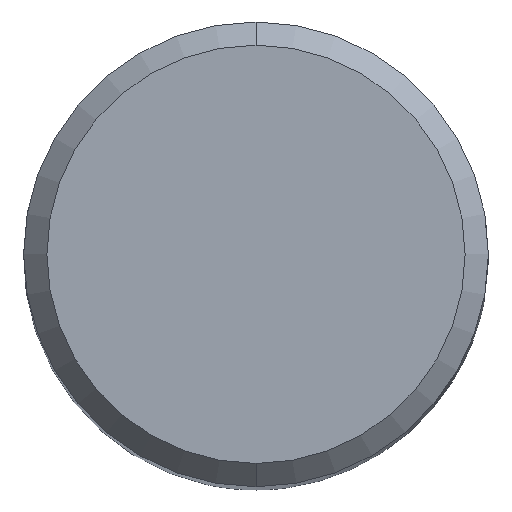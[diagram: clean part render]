
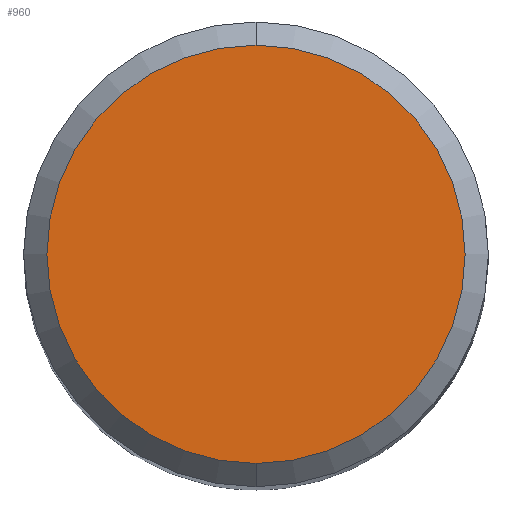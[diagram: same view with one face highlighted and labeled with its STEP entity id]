
A CAD part, top view. The second image highlights one B-rep face of the part: STEP entity #960.
In plain terms, the highlighted planar face has unit normal (0, 0, 1).
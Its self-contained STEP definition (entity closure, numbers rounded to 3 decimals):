
#810=EDGE_CURVE('',#906,#924,#1605,.T.);
#864=EDGE_CURVE('',#924,#906,#1665,.T.);
#906=VERTEX_POINT('',#1712);
#924=VERTEX_POINT('',#1732);
#960=ADVANCED_FACE('',(#1770),#1771,.T.);
#1605=CIRCLE('',#3742,5.4);
#1665=CIRCLE('',#4298,5.4);
#1712=CARTESIAN_POINT('',(0.,-5.4,0.0));
#1732=CARTESIAN_POINT('',(0.0,5.4,0.0));
#1770=FACE_OUTER_BOUND('',#4598,.T.);
#1771=PLANE('',#4599);
#3742=AXIS2_PLACEMENT_3D('',#6236,#6237,#6238);
#4298=AXIS2_PLACEMENT_3D('',#6305,#6306,#6307);
#4598=EDGE_LOOP('',(#6428,#6429));
#4599=AXIS2_PLACEMENT_3D('',#6430,#6431,#6432);
#6236=CARTESIAN_POINT('',(0.0,0.0,0.0));
#6237=DIRECTION('',(0.0,0.0,-1.0));
#6238=DIRECTION('',(0.0,1.0,0.0));
#6305=CARTESIAN_POINT('',(0.0,0.0,0.0));
#6306=DIRECTION('',(0.0,0.0,-1.0));
#6307=DIRECTION('',(0.0,1.0,0.0));
#6428=ORIENTED_EDGE('',*,*,#864,.F.);
#6429=ORIENTED_EDGE('',*,*,#810,.F.);
#6430=CARTESIAN_POINT('',(0.0,2.7,0.0));
#6431=DIRECTION('',(-0.0,0.0,1.0));
#6432=DIRECTION('',(0.0,-1.0,0.0));
